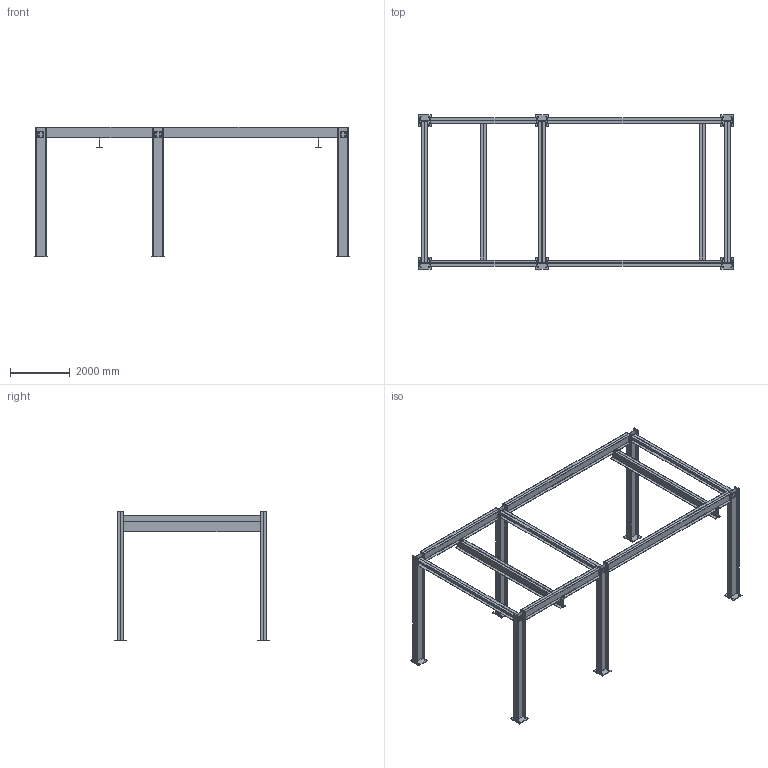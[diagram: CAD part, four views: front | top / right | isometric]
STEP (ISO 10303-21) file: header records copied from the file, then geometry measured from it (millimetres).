
FILE_DESCRIPTION(('FreeCAD Model'),'2;1');
FILE_NAME('Open CASCADE Shape Model','2025-05-03T07:05:24',('FreeCAD'),( 'FreeCAD'),'Open CASCADE STEP processor 7.6','FreeCAD','Unknown');
FILE_SCHEMA(('AUTOMOTIVE_DESIGN { 1 0 10303 214 1 1 1 1 }'));
Length unit declared in the file: millimetre
Products named in the file (1): Open CASCADE STEP translator 7.6 1
Bounding box: 10551.25 x 5192.65 x 4357.4 mm (x, y, z)
Volume: 556379765.3 mm3; surface area: 103761270.1 mm2
Topology: 35 solids, 35 shells, 482 faces, 1220 edges, 808 vertices
Faces by surface type: bspline 482
Entity records: 16550 total; most frequent: CARTESIAN_POINT 8745, ORIENTED_EDGE 2440, EDGE_CURVE 1220, B_SPLINE_CURVE_WITH_KNOTS 932, VERTEX_POINT 808, FACE_BOUND 754, EDGE_LOOP 754, ADVANCED_FACE 482
